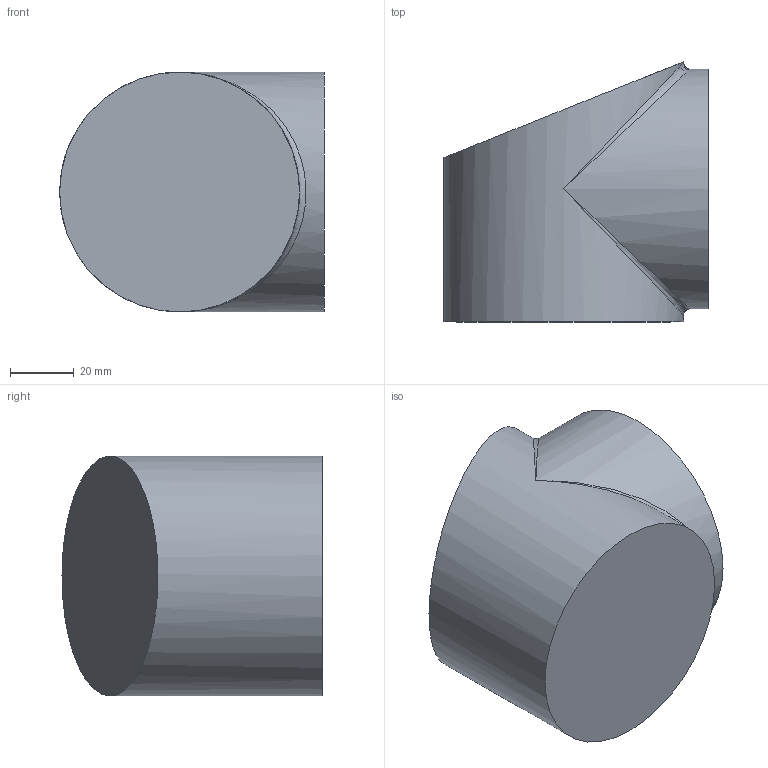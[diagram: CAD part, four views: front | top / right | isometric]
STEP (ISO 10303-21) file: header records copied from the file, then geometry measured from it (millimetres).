
FILE_DESCRIPTION(/* description */ (''),/* implementation_level */ '2;1');
FILE_NAME(/* name */ '31101_Support_ipt_da604d82.STEP',/* time_stamp */ '2018-12-04T14:45:36+01:00',/* author */ ('chsl'),/* organization */ (''),/* preprocessor_version */ 'ST-DEVELOPER v17',/* originating_system */ 'Autodesk Inventor 2019',/* authorisation */ '');
FILE_SCHEMA (('AUTOMOTIVE_DESIGN { 1 0 10303 214 3 1 1 }'));
Length unit declared in the file: millimetre
Products named in the file (1): 31101_Support
Bounding box: 82.75 x 81.28 x 75 mm (x, y, z)
Volume: 347006.9 mm3; surface area: 38935.4 mm2
Topology: 1 solids, 26 shells, 472 faces, 1121 edges, 672 vertices
Faces by surface type: bspline 162, plane 94, cylinder 82, cone 76, sphere 32, torus 26
Full cylindrical faces by diameter (mm): 2.5 x9, 5.1 x1, 75 x2
Entity records: 22892 total; most frequent: CARTESIAN_POINT 12916, ORIENTED_EDGE 2186, DIRECTION 1982, EDGE_CURVE 1093, AXIS2_PLACEMENT_3D 860, VERTEX_POINT 672, EDGE_LOOP 473, FACE_OUTER_BOUND 472
